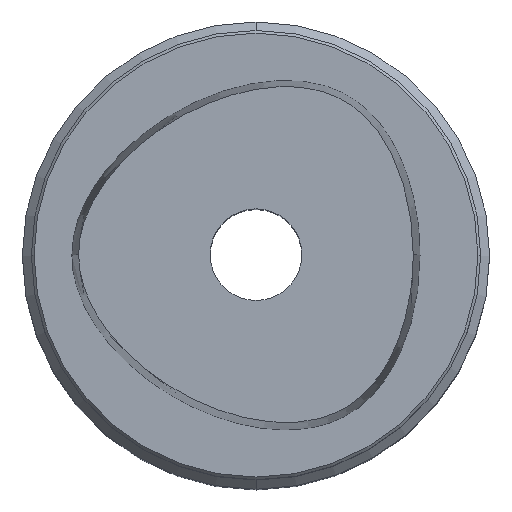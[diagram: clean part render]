
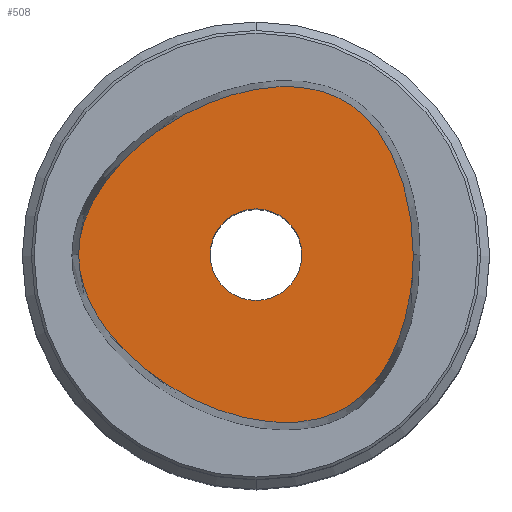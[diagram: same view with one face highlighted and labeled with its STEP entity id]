
A CAD part, top view. The second image highlights one B-rep face of the part: STEP entity #508.
In plain terms, the highlighted planar face has unit normal (0, 0, 1).
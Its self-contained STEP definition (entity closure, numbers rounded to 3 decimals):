
#6=CARTESIAN_POINT('',(-19.74,0.,30.));
#7=CARTESIAN_POINT('',(-19.74,-5.804,30.));
#8=CARTESIAN_POINT('',(-10.052,-17.411,30.));
#9=CARTESIAN_POINT('',(12.292,-21.29,30.));
#10=CARTESIAN_POINT('',(17.5,-7.097,30.));
#11=CARTESIAN_POINT('',(17.5,0.,30.));
#17=CARTESIAN_POINT('',(17.5,0.,30.));
#18=CARTESIAN_POINT('',(17.5,7.097,30.));
#19=CARTESIAN_POINT('',(12.292,21.29,30.));
#20=CARTESIAN_POINT('',(-10.052,17.411,30.));
#21=CARTESIAN_POINT('',(-19.74,5.804,30.));
#22=CARTESIAN_POINT('',(-19.74,0.,30.));
#27=CARTESIAN_POINT('',(0.,0.,30.));
#28=DIRECTION('',(0.,0.,-1.));
#29=DIRECTION('',(-1.,0.,0.));
#30=AXIS2_PLACEMENT_3D('',#27,#28,#29);
#35=CARTESIAN_POINT('',(0.,0.,30.));
#36=DIRECTION('',(0.,0.,-1.));
#37=DIRECTION('',(1.,0.,0.));
#38=AXIS2_PLACEMENT_3D('',#35,#36,#37);
#455=VERTEX_POINT('',#6);
#456=VERTEX_POINT('',#11);
#459=CARTESIAN_POINT('',(-5.1,0.,30.));
#460=CARTESIAN_POINT('',(5.1,0.,30.));
#461=VERTEX_POINT('',#459);
#462=VERTEX_POINT('',#460);
#491=CARTESIAN_POINT('',(0.,0.,30.));
#492=DIRECTION('',(0.,0.,-1.));
#493=DIRECTION('',(-1.,0.,0.));
#494=AXIS2_PLACEMENT_3D('',#491,#492,#493);
#495=PLANE('',#494);
#497=ORIENTED_EDGE('',*,*,#496,.F.);
#499=ORIENTED_EDGE('',*,*,#498,.F.);
#500=EDGE_LOOP('',(#497,#499));
#501=FACE_OUTER_BOUND('',#500,.F.);
#503=ORIENTED_EDGE('',*,*,#502,.F.);
#505=ORIENTED_EDGE('',*,*,#504,.F.);
#506=EDGE_LOOP('',(#503,#505));
#507=FACE_BOUND('',#506,.F.);
#12=B_SPLINE_CURVE_WITH_KNOTS('',3,(#6,#7,#8,#9,#10,#11),.UNSPECIFIED.,.F.,.F.,(
4,1,1,4),(0.,0.333,0.667,1.),.UNSPECIFIED.);
#23=B_SPLINE_CURVE_WITH_KNOTS('',3,(#17,#18,#19,#20,#21,#22),.UNSPECIFIED.,.F.,
.F.,(4,1,1,4),(0.,0.333,0.667,1.),.UNSPECIFIED.);
#31=CIRCLE('',#30,5.1);
#39=CIRCLE('',#38,5.1);
#496=EDGE_CURVE('',#455,#456,#12,.T.);
#498=EDGE_CURVE('',#456,#455,#23,.T.);
#502=EDGE_CURVE('',#461,#462,#31,.T.);
#504=EDGE_CURVE('',#462,#461,#39,.T.);
#508=ADVANCED_FACE('',(#501,#507),#495,.F.);
